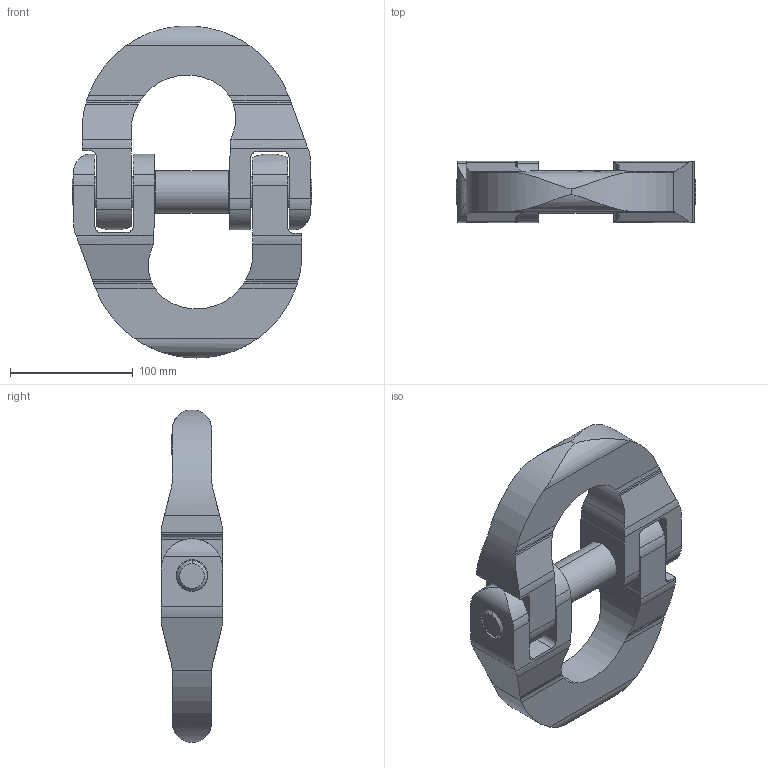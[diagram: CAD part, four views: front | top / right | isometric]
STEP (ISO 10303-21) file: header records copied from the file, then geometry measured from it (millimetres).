
FILE_DESCRIPTION(('STEP AP214'),'1');
FILE_NAME('cl_32.stp','2018-01-24T08:46:40',('TraceParts'),('TraceParts S.A.'),'Spatial InterOp 3D',' ',' ');
FILE_SCHEMA(('automotive_design'));
Length unit declared in the file: millimetre
Products named in the file (3): cl_32_1; cl_32_2; cl_32_3
Bounding box: 195.5 x 50 x 271 mm (x, y, z)
Volume: 1156410.1 mm3; surface area: 155614.9 mm2
Topology: 3 solids, 3 shells, 275 faces, 781 edges, 522 vertices
Faces by surface type: plane 118, bspline 89, cylinder 64, cone 4
Entity records: 15839 total; most frequent: CARTESIAN_POINT 6918, ORIENTED_EDGE 1562, DIRECTION 1093, EDGE_CURVE 781, VERTEX_POINT 522, LINE 439, VECTOR 439, AXIS2_PLACEMENT_3D 327
